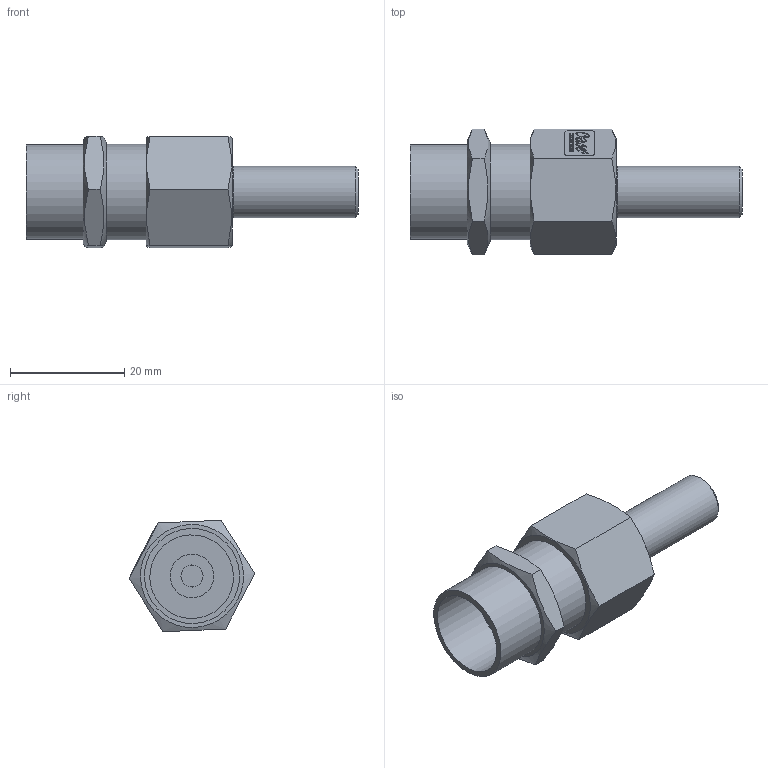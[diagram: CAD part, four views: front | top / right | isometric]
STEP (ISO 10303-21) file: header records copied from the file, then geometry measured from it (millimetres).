
FILE_DESCRIPTION(/* description */ (''),/* implementation_level */ '2;1');
FILE_NAME(/* name */ '50960 Komet 3-6_überprüft.stp',/* time_stamp */ '2014-10-27T12:55:39+01:00',/* author */ ('guzb562'),/* organization */ (''),/* preprocessor_version */ 'ST-DEVELOPER v15.2',/* originating_system */ 'Autodesk Inventor 2014',/* authorisation */ '');
FILE_SCHEMA (('AUTOMOTIVE_DESIGN { 1 0 10303 214 3 1 1 }'));
Length unit declared in the file: millimetre
Products named in the file (3): Duesenrohr_3-6_; Doppelnippel G_3-8_; 50960 Komet 3-6_überprüft
Bounding box: 58 x 21.95 x 19.46 mm (x, y, z)
Volume: 7046.7 mm3; surface area: 6446.8 mm2
Topology: 2 solids, 2 shells, 249 faces, 641 edges, 426 vertices
Faces by surface type: plane 147, bspline 79, cylinder 14, cone 9
Full cylindrical faces by diameter (mm): 6.014 x1, 7.639 x2, 9.003 x1, 11.507 x1, 14.612 x1, 14.645 x1, 15.375 x1, 16.6 x1, 16.662 x1
Entity records: 8155 total; most frequent: CARTESIAN_POINT 2647, ORIENTED_EDGE 1234, DIRECTION 839, EDGE_CURVE 617, VERTEX_POINT 421, LINE 397, VECTOR 397, EDGE_LOOP 300
